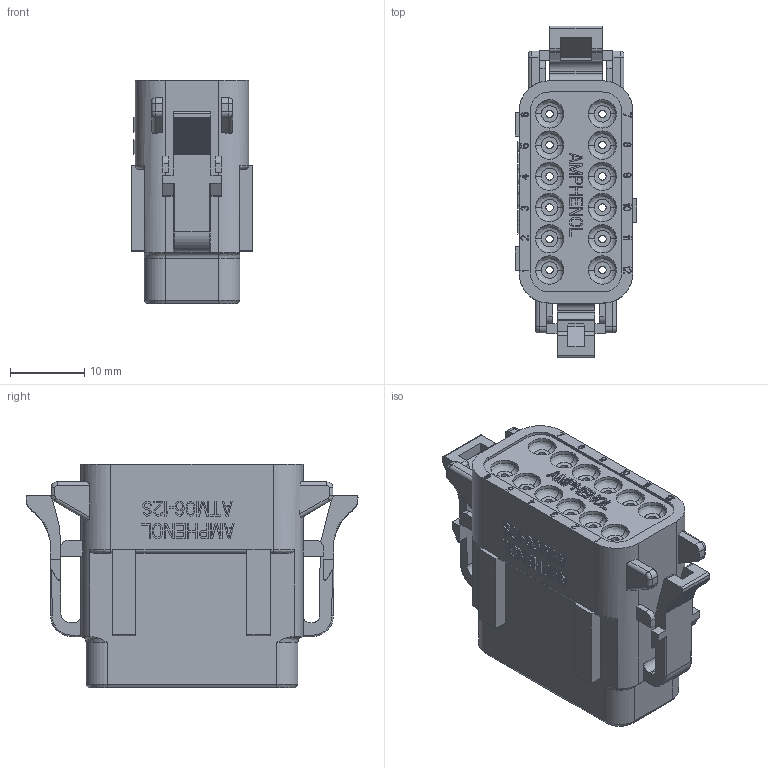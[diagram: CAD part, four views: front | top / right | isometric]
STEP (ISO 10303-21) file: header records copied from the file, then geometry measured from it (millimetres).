
FILE_DESCRIPTION (( 'STEP AP203' ), '1' );
FILE_NAME ('ATM06-12SD-CUSTOMER_MODEL.STEP', '2014-09-16T19:58:03', ( '' ), ( '' ), 'SwSTEP 2.0', 'SolidWorks 2014', '' );
FILE_SCHEMA (( 'CONFIG_CONTROL_DESIGN' ));
Length unit declared in the file: inch
Products named in the file (3): 26-54233-12; ATM06-12SD-CUSTOMER_MODEL; 26-54229-12SD
Assembly tree (2 placements, depth 2):
  ATM06-12SD-CUSTOMER_MODEL
    26-54229-12SD
    26-54233-12
Bounding box: 16.4 x 44.65 x 30.1 mm (x, y, z)
Volume: 10828.4 mm3; surface area: 8784.9 mm2
Topology: 2 solids, 2 shells, 1922 faces, 5200 edges, 3380 vertices
Faces by surface type: plane 1395, cylinder 291, bspline 179, cone 52, torus 5
Entity records: 64376 total; most frequent: CARTESIAN_POINT 16305, ORIENTED_EDGE 10400, DIRECTION 9144, EDGE_CURVE 5200, LINE 4162, VECTOR 4162, VERTEX_POINT 3380, AXIS2_PLACEMENT_3D 2491
